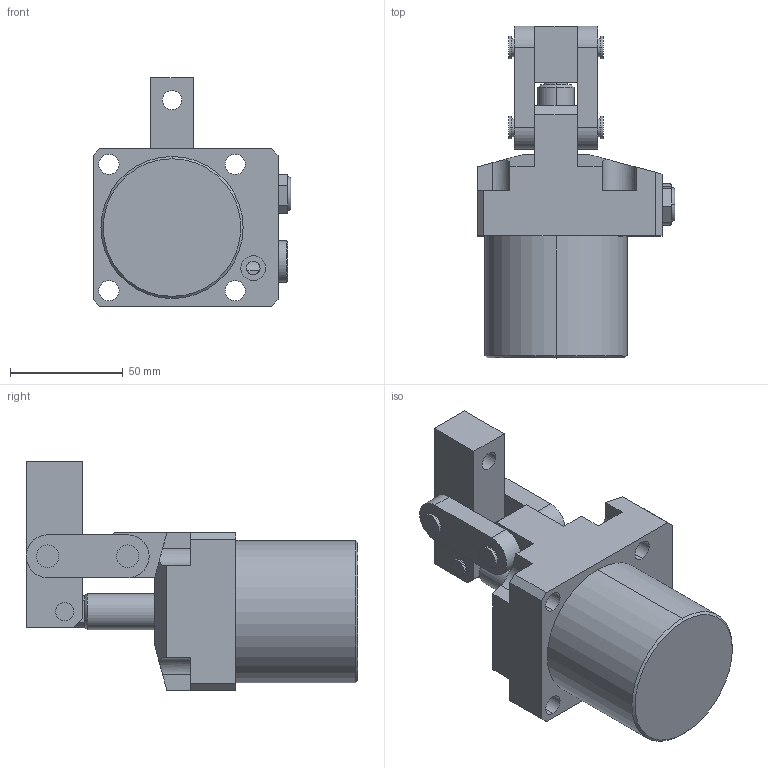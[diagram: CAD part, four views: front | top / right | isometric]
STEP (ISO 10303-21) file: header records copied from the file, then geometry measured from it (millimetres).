
FILE_DESCRIPTION (( 'STEP AP214' ), '1' );
FILE_NAME ('CCLT-10L.STEP', '2020-11-30T03:04:52', ( 'PC' ), ( '' ), 'SwSTEP 2.0', 'SolidWorks 2016', '' );
FILE_SCHEMA (( 'AUTOMOTIVE_DESIGN' ));
Length unit declared in the file: millimetre
Products named in the file (6): 錨璃3揤族; 錨璃2蟀諉え; 錨璃1掛极L; CCLT-10L; 錨璃5酗种; 錨璃4傻种
Assembly tree (7 placements, depth 2):
  CCLT-10L
    錨璃1掛极L
    錨璃2蟀諉え  x2
    錨璃3揤族
    錨璃4傻种
    錨璃5酗种  x2
Bounding box: 87.7 x 147 x 101.5 mm (x, y, z)
Volume: 405209.4 mm3; surface area: 60044 mm2
Topology: 7 solids, 8 shells, 200 faces, 473 edges, 308 vertices
Faces by surface type: plane 103, cylinder 87, cone 8, torus 2
Entity records: 5520 total; most frequent: CARTESIAN_POINT 1024, DIRECTION 929, ORIENTED_EDGE 838, EDGE_CURVE 419, AXIS2_PLACEMENT_3D 341, VERTEX_POINT 272, VECTOR 247, LINE 247
